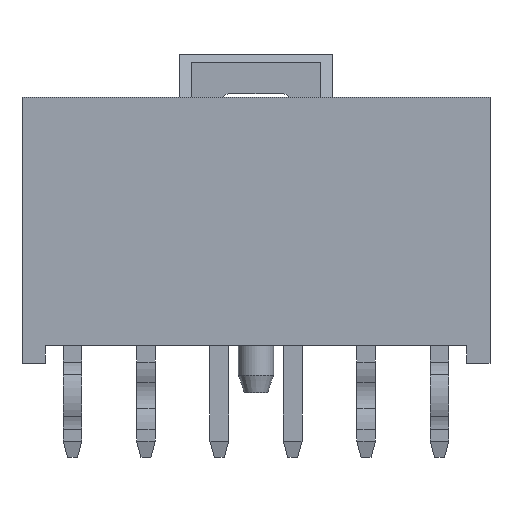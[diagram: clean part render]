
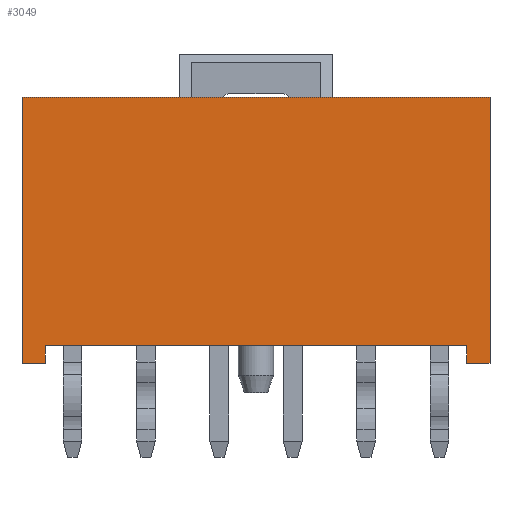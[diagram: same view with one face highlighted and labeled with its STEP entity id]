
A CAD part, front view. The second image highlights one B-rep face of the part: STEP entity #3049.
In plain terms, the highlighted planar face has unit normal (0, -1, 0).
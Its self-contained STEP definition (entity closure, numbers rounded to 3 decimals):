
#1=DIRECTION('',(-1.,0.,0.));
#2=VECTOR('',#1,14.34);
#3=CARTESIAN_POINT('',(7.17,-1.74,-4.23));
#4=LINE('',#3,#2);
#5=DIRECTION('',(0.,0.,-1.));
#6=VECTOR('',#5,0.6);
#7=CARTESIAN_POINT('',(-7.17,-1.74,-4.23));
#8=LINE('',#7,#6);
#9=DIRECTION('',(1.,0.,0.));
#10=VECTOR('',#9,15.94);
#11=CARTESIAN_POINT('',(-7.97,-1.74,4.23));
#12=LINE('',#11,#10);
#13=DIRECTION('',(0.,0.,-1.));
#14=VECTOR('',#13,9.06);
#15=CARTESIAN_POINT('',(7.97,-1.74,4.23));
#16=LINE('',#15,#14);
#2084=DIRECTION('',(0.,0.,-1.));
#2085=VECTOR('',#2084,0.6);
#2086=CARTESIAN_POINT('',(7.17,-1.74,-4.23));
#2087=LINE('',#2086,#2085);
#2104=DIRECTION('',(-1.,0.,0.));
#2105=VECTOR('',#2104,0.8);
#2106=CARTESIAN_POINT('',(7.97,-1.74,-4.83));
#2107=LINE('',#2106,#2105);
#2140=DIRECTION('',(-1.,0.,0.));
#2141=VECTOR('',#2140,0.8);
#2142=CARTESIAN_POINT('',(-7.17,-1.74,-4.83));
#2143=LINE('',#2142,#2141);
#2152=DIRECTION('',(0.,0.,-1.));
#2153=VECTOR('',#2152,9.06);
#2154=CARTESIAN_POINT('',(-7.97,-1.74,4.23));
#2155=LINE('',#2154,#2153);
#2322=CARTESIAN_POINT('',(-7.97,-1.74,4.23));
#2323=CARTESIAN_POINT('',(7.97,-1.74,4.23));
#2324=VERTEX_POINT('',#2322);
#2325=VERTEX_POINT('',#2323);
#2350=CARTESIAN_POINT('',(7.97,-1.74,-4.83));
#2351=CARTESIAN_POINT('',(7.17,-1.74,-4.83));
#2352=VERTEX_POINT('',#2350);
#2353=VERTEX_POINT('',#2351);
#2366=CARTESIAN_POINT('',(-7.97,-1.74,-4.83));
#2368=VERTEX_POINT('',#2366);
#2372=CARTESIAN_POINT('',(-7.17,-1.74,-4.83));
#2373=VERTEX_POINT('',#2372);
#2380=CARTESIAN_POINT('',(7.17,-1.74,-4.23));
#2382=VERTEX_POINT('',#2380);
#2396=CARTESIAN_POINT('',(-7.17,-1.74,-4.23));
#2397=VERTEX_POINT('',#2396);
#3026=CARTESIAN_POINT('',(0.,-1.74,0.));
#3027=DIRECTION('',(0.,1.,0.));
#3028=DIRECTION('',(1.,0.,0.));
#3029=AXIS2_PLACEMENT_3D('',#3026,#3027,#3028);
#3030=PLANE('',#3029);
#3032=ORIENTED_EDGE('',*,*,#3031,.T.);
#3034=ORIENTED_EDGE('',*,*,#3033,.T.);
#3036=ORIENTED_EDGE('',*,*,#3035,.T.);
#3038=ORIENTED_EDGE('',*,*,#3037,.F.);
#3040=ORIENTED_EDGE('',*,*,#3039,.T.);
#3042=ORIENTED_EDGE('',*,*,#3041,.T.);
#3044=ORIENTED_EDGE('',*,*,#3043,.T.);
#3046=ORIENTED_EDGE('',*,*,#3045,.F.);
#3047=EDGE_LOOP('',(#3032,#3034,#3036,#3038,#3040,#3042,#3044,#3046));
#3048=FACE_OUTER_BOUND('',#3047,.F.);
#3049=ADVANCED_FACE('',(#3048),#3030,.F.);
#3031=EDGE_CURVE('',#2382,#2397,#4,.T.);
#3033=EDGE_CURVE('',#2397,#2373,#8,.T.);
#3035=EDGE_CURVE('',#2373,#2368,#2143,.T.);
#3037=EDGE_CURVE('',#2324,#2368,#2155,.T.);
#3039=EDGE_CURVE('',#2324,#2325,#12,.T.);
#3041=EDGE_CURVE('',#2325,#2352,#16,.T.);
#3043=EDGE_CURVE('',#2352,#2353,#2107,.T.);
#3045=EDGE_CURVE('',#2382,#2353,#2087,.T.);
